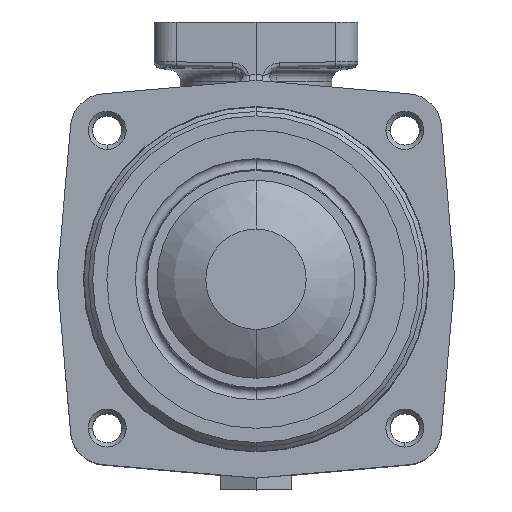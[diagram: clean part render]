
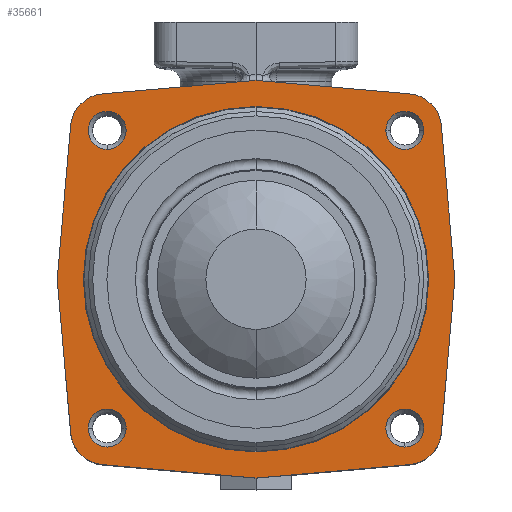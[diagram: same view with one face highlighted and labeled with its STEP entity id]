
A CAD part, top view. The second image highlights one B-rep face of the part: STEP entity #35661.
In plain terms, the highlighted planar face has unit normal (0, 0, 1).
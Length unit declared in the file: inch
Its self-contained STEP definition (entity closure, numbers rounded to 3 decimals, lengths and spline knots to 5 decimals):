
#13194=DIRECTION('',(-0.087,0.996,0.));
#13195=VECTOR('',#13194,1.64685);
#13196=CARTESIAN_POINT('',(2.125,-0.858,1.5));
#13197=LINE('',#13196,#13195);
#13206=CARTESIAN_POINT('',(0.,-0.858,1.5));
#13207=DIRECTION('',(0.,0.,-1.));
#13208=DIRECTION('',(0.,1.,0.));
#13209=AXIS2_PLACEMENT_3D('',#13206,#13207,#13208);
#13211=CARTESIAN_POINT('',(0.,-0.858,1.5));
#13212=DIRECTION('',(0.,0.,-1.));
#13213=DIRECTION('',(0.,-1.,0.));
#13214=AXIS2_PLACEMENT_3D('',#13211,#13212,#13213);
#13216=CARTESIAN_POINT('',(1.59099,0.73299,1.5));
#13217=DIRECTION('',(0.,0.,1.));
#13218=DIRECTION('',(-1.,0.,0.));
#13219=AXIS2_PLACEMENT_3D('',#13216,#13217,#13218);
#13221=CARTESIAN_POINT('',(1.59099,0.73299,1.5));
#13222=DIRECTION('',(0.,0.,1.));
#13223=DIRECTION('',(1.,0.,0.));
#13224=AXIS2_PLACEMENT_3D('',#13221,#13222,#13223);
#13226=CARTESIAN_POINT('',(-1.59099,0.73299,1.5));
#13227=DIRECTION('',(0.,0.,1.));
#13228=DIRECTION('',(0.,-1.,0.));
#13229=AXIS2_PLACEMENT_3D('',#13226,#13227,#13228);
#13231=CARTESIAN_POINT('',(-1.59099,0.73299,1.5));
#13232=DIRECTION('',(0.,0.,1.));
#13233=DIRECTION('',(0.,1.,0.));
#13234=AXIS2_PLACEMENT_3D('',#13231,#13232,#13233);
#13236=CARTESIAN_POINT('',(-1.59099,-2.44899,1.5));
#13237=DIRECTION('',(0.,0.,1.));
#13238=DIRECTION('',(1.,0.,0.));
#13239=AXIS2_PLACEMENT_3D('',#13236,#13237,#13238);
#13241=CARTESIAN_POINT('',(-1.59099,-2.44899,1.5));
#13242=DIRECTION('',(0.,0.,1.));
#13243=DIRECTION('',(-1.,0.,0.));
#13244=AXIS2_PLACEMENT_3D('',#13241,#13242,#13243);
#13246=CARTESIAN_POINT('',(1.59099,-2.44899,1.5));
#13247=DIRECTION('',(0.,0.,1.));
#13248=DIRECTION('',(0.,1.,0.));
#13249=AXIS2_PLACEMENT_3D('',#13246,#13247,#13248);
#13251=CARTESIAN_POINT('',(1.59099,-2.44899,1.5));
#13252=DIRECTION('',(0.,0.,1.));
#13253=DIRECTION('',(0.,-1.,0.));
#13254=AXIS2_PLACEMENT_3D('',#13251,#13252,#13253);
#13256=DIRECTION('',(-0.996,0.087,0.));
#13257=VECTOR('',#13256,1.64685);
#13258=CARTESIAN_POINT('',(1.64058,1.12347,1.5));
#13259=LINE('',#13258,#13257);
#13295=DIRECTION('',(0.996,0.087,0.));
#13296=VECTOR('',#13295,1.64685);
#13297=CARTESIAN_POINT('',(-1.64058,1.12347,1.5));
#13298=LINE('',#13297,#13296);
#13329=CARTESIAN_POINT('',(-1.60789,0.74989,1.5));
#13330=DIRECTION('',(0.,0.,-1.));
#13331=DIRECTION('',(-0.996,0.087,0.));
#13332=AXIS2_PLACEMENT_3D('',#13329,#13330,#13331);
#13343=DIRECTION('',(0.087,0.996,0.));
#13344=VECTOR('',#13343,1.64685);
#13345=CARTESIAN_POINT('',(-2.125,-0.858,1.5));
#13346=LINE('',#13345,#13344);
#13355=DIRECTION('',(-0.087,0.996,0.));
#13356=VECTOR('',#13355,1.64685);
#13357=CARTESIAN_POINT('',(-1.98147,-2.49858,1.5));
#13358=LINE('',#13357,#13356);
#13367=CARTESIAN_POINT('',(-1.60789,-2.46589,1.5));
#13368=DIRECTION('',(0.,0.,-1.));
#13369=DIRECTION('',(-0.087,-0.996,0.));
#13370=AXIS2_PLACEMENT_3D('',#13367,#13368,#13369);
#13381=DIRECTION('',(-0.996,0.087,0.));
#13382=VECTOR('',#13381,1.64685);
#13383=CARTESIAN_POINT('',(0.,-2.983,1.5));
#13384=LINE('',#13383,#13382);
#13389=DIRECTION('',(0.996,0.087,0.));
#13390=VECTOR('',#13389,1.64685);
#13391=CARTESIAN_POINT('',(0.,-2.983,1.5));
#13392=LINE('',#13391,#13390);
#13401=CARTESIAN_POINT('',(1.60789,-2.46589,1.5));
#13402=DIRECTION('',(0.,0.,1.));
#13403=DIRECTION('',(0.087,-0.996,0.));
#13404=AXIS2_PLACEMENT_3D('',#13401,#13402,#13403);
#13415=DIRECTION('',(0.087,0.996,0.));
#13416=VECTOR('',#13415,1.64685);
#13417=CARTESIAN_POINT('',(1.98147,-2.49858,1.5));
#13418=LINE('',#13417,#13416);
#15439=CARTESIAN_POINT('',(1.60789,0.74989,1.5));
#15440=DIRECTION('',(0.,0.,1.));
#15441=DIRECTION('',(0.996,0.087,0.));
#15442=AXIS2_PLACEMENT_3D('',#15439,#15440,#15441);
#17954=CARTESIAN_POINT('',(0.,0.988,1.5));
#17955=CARTESIAN_POINT('',(0.,-2.704,1.5));
#17956=VERTEX_POINT('',#17954);
#17957=VERTEX_POINT('',#17955);
#17962=CARTESIAN_POINT('',(1.38799,0.73299,1.5));
#17963=CARTESIAN_POINT('',(1.79399,0.73299,1.5));
#17964=VERTEX_POINT('',#17962);
#17965=VERTEX_POINT('',#17963);
#17974=CARTESIAN_POINT('',(-1.59099,0.52999,1.5));
#17975=CARTESIAN_POINT('',(-1.59099,0.93599,1.5));
#17976=VERTEX_POINT('',#17974);
#17977=VERTEX_POINT('',#17975);
#17986=CARTESIAN_POINT('',(-1.38799,-2.44899,1.5));
#17987=CARTESIAN_POINT('',(-1.79399,-2.44899,1.5));
#17988=VERTEX_POINT('',#17986);
#17989=VERTEX_POINT('',#17987);
#17998=CARTESIAN_POINT('',(1.59099,-2.24599,1.5));
#17999=CARTESIAN_POINT('',(1.59099,-2.65199,1.5));
#18000=VERTEX_POINT('',#17998);
#18001=VERTEX_POINT('',#17999);
#19040=CARTESIAN_POINT('',(1.64058,1.12347,1.5));
#19041=CARTESIAN_POINT('',(0.,1.267,1.5));
#19042=VERTEX_POINT('',#19040);
#19043=VERTEX_POINT('',#19041);
#19044=CARTESIAN_POINT('',(0.,-2.983,1.5));
#19045=CARTESIAN_POINT('',(1.64058,-2.83947,1.5));
#19046=VERTEX_POINT('',#19044);
#19047=VERTEX_POINT('',#19045);
#19048=CARTESIAN_POINT('',(-1.64058,1.12347,1.5));
#19049=VERTEX_POINT('',#19048);
#19050=CARTESIAN_POINT('',(-1.64058,-2.83947,1.5));
#19051=VERTEX_POINT('',#19050);
#19052=CARTESIAN_POINT('',(1.98147,-2.49858,1.5));
#19053=CARTESIAN_POINT('',(2.125,-0.858,1.5));
#19054=VERTEX_POINT('',#19052);
#19055=VERTEX_POINT('',#19053);
#19056=CARTESIAN_POINT('',(1.98147,0.78258,1.5));
#19057=VERTEX_POINT('',#19056);
#19058=CARTESIAN_POINT('',(-1.98147,-2.49858,1.5));
#19059=CARTESIAN_POINT('',(-2.125,-0.858,1.5));
#19060=VERTEX_POINT('',#19058);
#19061=VERTEX_POINT('',#19059);
#19062=CARTESIAN_POINT('',(-1.98147,0.78258,1.5));
#19063=VERTEX_POINT('',#19062);
#35601=CARTESIAN_POINT('',(0.,-0.858,1.5));
#35602=DIRECTION('',(0.,0.,-1.));
#35603=DIRECTION('',(0.,-1.,0.));
#35604=AXIS2_PLACEMENT_3D('',#35601,#35602,#35603);
#35605=PLANE('',#35604);
#35607=ORIENTED_EDGE('',*,*,#35606,.F.);
#35609=ORIENTED_EDGE('',*,*,#35608,.F.);
#35610=ORIENTED_EDGE('',*,*,#35591,.F.);
#35612=ORIENTED_EDGE('',*,*,#35611,.F.);
#35614=ORIENTED_EDGE('',*,*,#35613,.F.);
#35616=ORIENTED_EDGE('',*,*,#35615,.F.);
#35618=ORIENTED_EDGE('',*,*,#35617,.T.);
#35620=ORIENTED_EDGE('',*,*,#35619,.T.);
#35622=ORIENTED_EDGE('',*,*,#35621,.T.);
#35624=ORIENTED_EDGE('',*,*,#35623,.T.);
#35626=ORIENTED_EDGE('',*,*,#35625,.T.);
#35628=ORIENTED_EDGE('',*,*,#35627,.T.);
#35629=EDGE_LOOP('',(#35607,#35609,#35610,#35612,#35614,#35616,#35618,#35620,
#35622,#35624,#35626,#35628));
#35630=FACE_OUTER_BOUND('',#35629,.F.);
#35632=ORIENTED_EDGE('',*,*,#35631,.F.);
#35634=ORIENTED_EDGE('',*,*,#35633,.F.);
#35635=EDGE_LOOP('',(#35632,#35634));
#35636=FACE_BOUND('',#35635,.F.);
#35638=ORIENTED_EDGE('',*,*,#35637,.T.);
#35640=ORIENTED_EDGE('',*,*,#35639,.T.);
#35641=EDGE_LOOP('',(#35638,#35640));
#35642=FACE_BOUND('',#35641,.F.);
#35644=ORIENTED_EDGE('',*,*,#35643,.T.);
#35646=ORIENTED_EDGE('',*,*,#35645,.T.);
#35647=EDGE_LOOP('',(#35644,#35646));
#35648=FACE_BOUND('',#35647,.F.);
#35650=ORIENTED_EDGE('',*,*,#35649,.T.);
#35652=ORIENTED_EDGE('',*,*,#35651,.T.);
#35653=EDGE_LOOP('',(#35650,#35652));
#35654=FACE_BOUND('',#35653,.F.);
#35656=ORIENTED_EDGE('',*,*,#35655,.T.);
#35658=ORIENTED_EDGE('',*,*,#35657,.T.);
#35659=EDGE_LOOP('',(#35656,#35658));
#35660=FACE_BOUND('',#35659,.F.);
#13210=CIRCLE('',#13209,1.846);
#13215=CIRCLE('',#13214,1.846);
#13220=CIRCLE('',#13219,0.203);
#13225=CIRCLE('',#13224,0.203);
#13230=CIRCLE('',#13229,0.203);
#13235=CIRCLE('',#13234,0.203);
#13240=CIRCLE('',#13239,0.203);
#13245=CIRCLE('',#13244,0.203);
#13250=CIRCLE('',#13249,0.203);
#13255=CIRCLE('',#13254,0.203);
#13333=CIRCLE('',#13332,0.375);
#13371=CIRCLE('',#13370,0.375);
#13405=CIRCLE('',#13404,0.375);
#15443=CIRCLE('',#15442,0.375);
#35591=EDGE_CURVE('',#19055,#19057,#13197,.T.);
#35606=EDGE_CURVE('',#19042,#19043,#13259,.T.);
#35608=EDGE_CURVE('',#19057,#19042,#15443,.T.);
#35611=EDGE_CURVE('',#19054,#19055,#13418,.T.);
#35613=EDGE_CURVE('',#19047,#19054,#13405,.T.);
#35615=EDGE_CURVE('',#19046,#19047,#13392,.T.);
#35617=EDGE_CURVE('',#19046,#19051,#13384,.T.);
#35619=EDGE_CURVE('',#19051,#19060,#13371,.T.);
#35621=EDGE_CURVE('',#19060,#19061,#13358,.T.);
#35623=EDGE_CURVE('',#19061,#19063,#13346,.T.);
#35625=EDGE_CURVE('',#19063,#19049,#13333,.T.);
#35627=EDGE_CURVE('',#19049,#19043,#13298,.T.);
#35631=EDGE_CURVE('',#17956,#17957,#13210,.T.);
#35633=EDGE_CURVE('',#17957,#17956,#13215,.T.);
#35637=EDGE_CURVE('',#17964,#17965,#13220,.T.);
#35639=EDGE_CURVE('',#17965,#17964,#13225,.T.);
#35643=EDGE_CURVE('',#17976,#17977,#13230,.T.);
#35645=EDGE_CURVE('',#17977,#17976,#13235,.T.);
#35649=EDGE_CURVE('',#17988,#17989,#13240,.T.);
#35651=EDGE_CURVE('',#17989,#17988,#13245,.T.);
#35655=EDGE_CURVE('',#18000,#18001,#13250,.T.);
#35657=EDGE_CURVE('',#18001,#18000,#13255,.T.);
#35661=ADVANCED_FACE('',(#35630,#35636,#35642,#35648,#35654,#35660),#35605,.F.);
